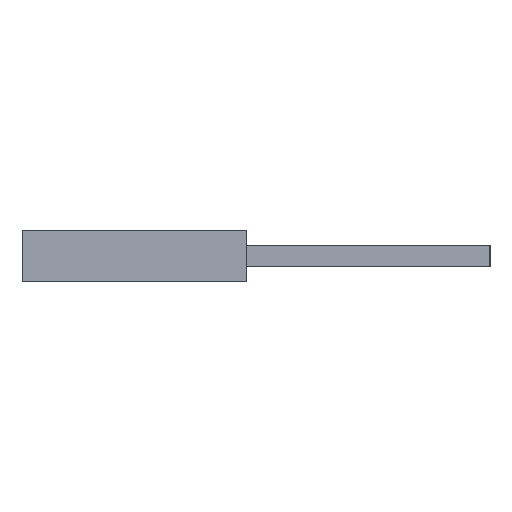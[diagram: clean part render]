
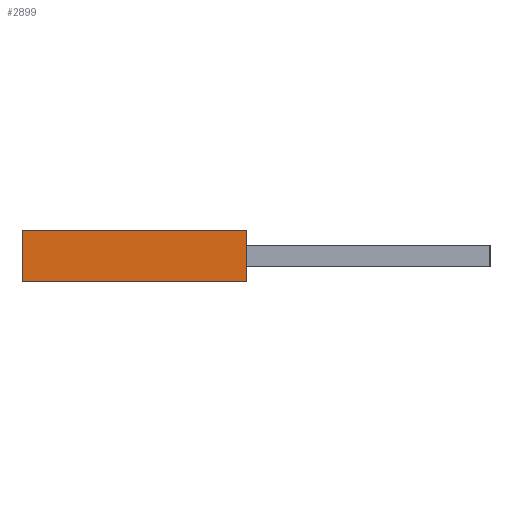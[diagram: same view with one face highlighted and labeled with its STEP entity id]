
A CAD part, left-side view. The second image highlights one B-rep face of the part: STEP entity #2899.
In plain terms, the highlighted planar face has unit normal (-1, 0, 0).
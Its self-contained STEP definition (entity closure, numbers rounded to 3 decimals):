
#4 = AXIS2_PLACEMENT_3D ( 'NONE', #2806, #1546, #4497 ) ;
#318 = ORIENTED_EDGE ( 'NONE', *, *, #419, .F. ) ;
#419 = EDGE_CURVE ( 'NONE', #1301, #4708, #1883, .T. ) ;
#704 = EDGE_CURVE ( 'NONE', #4708, #4985, #2936, .T. ) ;
#736 = CARTESIAN_POINT ( 'NONE',  ( -1000., 9.25, 2.1 ) ) ;
#827 = EDGE_LOOP ( 'NONE', ( #1599, #4382, #1690, #318 ) ) ;
#1124 = PLANE ( 'NONE',  #4 ) ;
#1301 = VERTEX_POINT ( 'NONE', #2984 ) ;
#1400 = EDGE_CURVE ( 'NONE', #4985, #3254, #2832, .T. ) ;
#1506 = CARTESIAN_POINT ( 'NONE',  ( -1000., -9.25, 2.1 ) ) ;
#1546 = DIRECTION ( 'NONE',  ( 1., 0., 0. ) ) ;
#1599 = ORIENTED_EDGE ( 'NONE', *, *, #4409, .F. ) ;
#1690 = ORIENTED_EDGE ( 'NONE', *, *, #704, .F. ) ;
#1739 = VECTOR ( 'NONE', #5182, 1000. ) ;
#1883 = LINE ( 'NONE', #4326, #1739 ) ;
#2806 = CARTESIAN_POINT ( 'NONE',  ( -1000., 0., 0. ) ) ;
#2832 = LINE ( 'NONE', #3075, #4943 ) ;
#2899 = ADVANCED_FACE ( 'NONE', ( #4499 ), #1124, .F. ) ;
#2936 = LINE ( 'NONE', #4310, #3785 ) ;
#2984 = CARTESIAN_POINT ( 'NONE',  ( -1000., 9.25, -2.1 ) ) ;
#3075 = CARTESIAN_POINT ( 'NONE',  ( -1000., -9.25, 2.1 ) ) ;
#3254 = VERTEX_POINT ( 'NONE', #3913 ) ;
#3344 = VECTOR ( 'NONE', #3810, 1000. ) ;
#3389 = CARTESIAN_POINT ( 'NONE',  ( -1000., 9.25, -2.1 ) ) ;
#3468 = DIRECTION ( 'NONE',  ( 0., -1., 0. ) ) ;
#3785 = VECTOR ( 'NONE', #3468, 1000. ) ;
#3810 = DIRECTION ( 'NONE',  ( 0., 1., 0. ) ) ;
#3913 = CARTESIAN_POINT ( 'NONE',  ( -1000., -9.25, -2.1 ) ) ;
#3930 = DIRECTION ( 'NONE',  ( 0., 0., -1. ) ) ;
#4310 = CARTESIAN_POINT ( 'NONE',  ( -1000., 9.25, 2.1 ) ) ;
#4326 = CARTESIAN_POINT ( 'NONE',  ( -1000., 9.25, 2.1 ) ) ;
#4382 = ORIENTED_EDGE ( 'NONE', *, *, #1400, .F. ) ;
#4409 = EDGE_CURVE ( 'NONE', #3254, #1301, #5446, .T. ) ;
#4497 = DIRECTION ( 'NONE',  ( 0., 0., -1. ) ) ;
#4499 = FACE_OUTER_BOUND ( 'NONE', #827, .T. ) ;
#4708 = VERTEX_POINT ( 'NONE', #736 ) ;
#4943 = VECTOR ( 'NONE', #3930, 1000. ) ;
#4985 = VERTEX_POINT ( 'NONE', #1506 ) ;
#5182 = DIRECTION ( 'NONE',  ( 0., 0., 1. ) ) ;
#5446 = LINE ( 'NONE', #3389, #3344 ) ;
